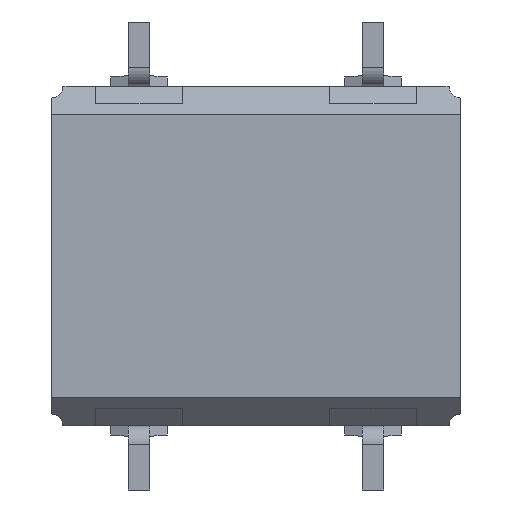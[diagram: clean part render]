
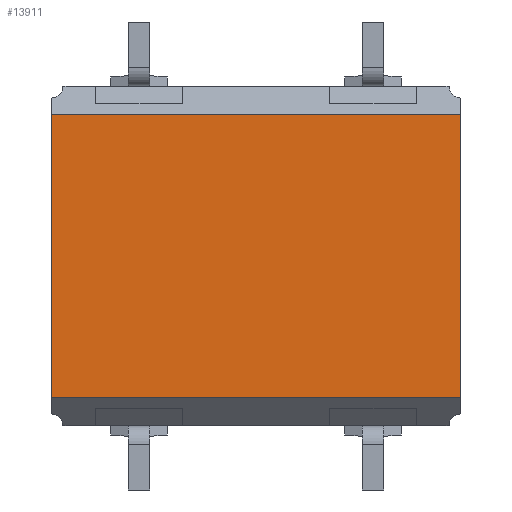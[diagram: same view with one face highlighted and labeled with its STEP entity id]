
A CAD part, front view. The second image highlights one B-rep face of the part: STEP entity #13911.
In plain terms, the highlighted planar face has unit normal (0, -1, 0).
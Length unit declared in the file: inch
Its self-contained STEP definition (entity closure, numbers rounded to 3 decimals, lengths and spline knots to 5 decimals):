
#353 = ORIENTED_EDGE ( 'NONE', *, *, #4208, .F. ) ;
#564 = LINE ( 'NONE', #15608, #9304 ) ;
#775 = DIRECTION ( 'NONE',  ( 0., 0., -1. ) ) ;
#1195 = EDGE_CURVE ( 'NONE', #14325, #4452, #564, .T. ) ;
#2059 = FACE_OUTER_BOUND ( 'NONE', #15334, .T. ) ;
#2168 = CARTESIAN_POINT ( 'NONE',  ( 0.17687, -0.00597, 0.145 ) ) ;
#4208 = EDGE_CURVE ( 'NONE', #7146, #4452, #8827, .T. ) ;
#4452 = VERTEX_POINT ( 'NONE', #17624 ) ;
#6086 = DIRECTION ( 'NONE',  ( 1., 0., 0. ) ) ;
#6300 = CARTESIAN_POINT ( 'NONE',  ( -0.17313, -0.00597, 0.145 ) ) ;
#6579 = VECTOR ( 'NONE', #775, 39.37008 ) ;
#7146 = VERTEX_POINT ( 'NONE', #17595 ) ;
#7193 = ORIENTED_EDGE ( 'NONE', *, *, #17063, .T. ) ;
#7567 = ORIENTED_EDGE ( 'NONE', *, *, #1195, .T. ) ;
#8827 = LINE ( 'NONE', #2168, #17524 ) ;
#9223 = LINE ( 'NONE', #15975, #6579 ) ;
#9304 = VECTOR ( 'NONE', #6086, 39.37008 ) ;
#9654 = VECTOR ( 'NONE', #11218, 39.37008 ) ;
#9873 = ORIENTED_EDGE ( 'NONE', *, *, #15664, .T. ) ;
#11218 = DIRECTION ( 'NONE',  ( -1., 0., 0. ) ) ;
#12040 = DIRECTION ( 'NONE',  ( 0., 1., 0. ) ) ;
#13317 = AXIS2_PLACEMENT_3D ( 'NONE', #6300, #12040, #16168 ) ;
#13714 = CARTESIAN_POINT ( 'NONE',  ( -0.17313, -0.00597, -0.121 ) ) ;
#13911 = ADVANCED_FACE ( 'NONE', ( #2059 ), #14206, .F. ) ;
#13933 = LINE ( 'NONE', #16458, #9654 ) ;
#14206 = PLANE ( 'NONE',  #13317 ) ;
#14325 = VERTEX_POINT ( 'NONE', #13714 ) ;
#15172 = CARTESIAN_POINT ( 'NONE',  ( -0.17313, -0.00597, 0.121 ) ) ;
#15334 = EDGE_LOOP ( 'NONE', ( #9873, #7567, #353, #7193 ) ) ;
#15608 = CARTESIAN_POINT ( 'NONE',  ( 0.16687, -0.00597, -0.121 ) ) ;
#15664 = EDGE_CURVE ( 'NONE', #15720, #14325, #9223, .T. ) ;
#15678 = DIRECTION ( 'NONE',  ( 0., 0., -1. ) ) ;
#15720 = VERTEX_POINT ( 'NONE', #15172 ) ;
#15975 = CARTESIAN_POINT ( 'NONE',  ( -0.17313, -0.00597, 0.145 ) ) ;
#16168 = DIRECTION ( 'NONE',  ( 0., 0., 1. ) ) ;
#16458 = CARTESIAN_POINT ( 'NONE',  ( -0.17313, -0.00597, 0.121 ) ) ;
#17063 = EDGE_CURVE ( 'NONE', #7146, #15720, #13933, .T. ) ;
#17524 = VECTOR ( 'NONE', #15678, 39.37008 ) ;
#17595 = CARTESIAN_POINT ( 'NONE',  ( 0.17687, -0.00597, 0.121 ) ) ;
#17624 = CARTESIAN_POINT ( 'NONE',  ( 0.17687, -0.00597, -0.121 ) ) ;
